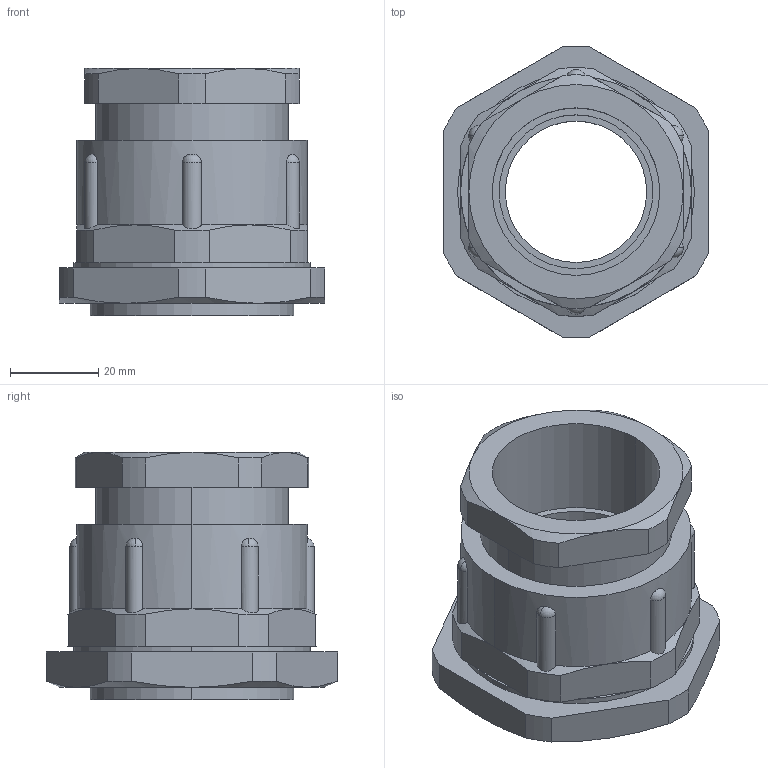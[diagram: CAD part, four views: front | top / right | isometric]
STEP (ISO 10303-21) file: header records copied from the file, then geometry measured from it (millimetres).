
FILE_DESCRIPTION (( 'STEP AP214' ), '1' );
FILE_NAME ('YSA30-32-36-54-K41 Ñàëüíèê PGL 36 äèàìåòð ïðîâîäíèêà 28-31ìì IP54 ÈÝÊ.STEP', '2016-10-04T06:53:19', ( '' ), ( '' ), 'SwSTEP 2.0', 'SolidWorks 2014', '' );
FILE_SCHEMA (( 'AUTOMOTIVE_DESIGN' ));
Length unit declared in the file: millimetre
Products named in the file (1): YSA30-32-36-54-K41 Ñàëüíèê PGL 36 äèàìåòð ïðîâîäíèêà 28-31ìì IP54 ÈÝÊ
Bounding box: 60 x 65.97 x 56 mm (x, y, z)
Volume: 62165.8 mm3; surface area: 35346.8 mm2
Topology: 6 solids, 6 shells, 192 faces, 481 edges, 312 vertices
Faces by surface type: plane 66, cylinder 56, bspline 40, cone 18, torus 12
Entity records: 8544 total; most frequent: CARTESIAN_POINT 4104, ORIENTED_EDGE 962, DIRECTION 787, EDGE_CURVE 481, VERTEX_POINT 312, AXIS2_PLACEMENT_3D 287, EDGE_LOOP 215, LINE 213
